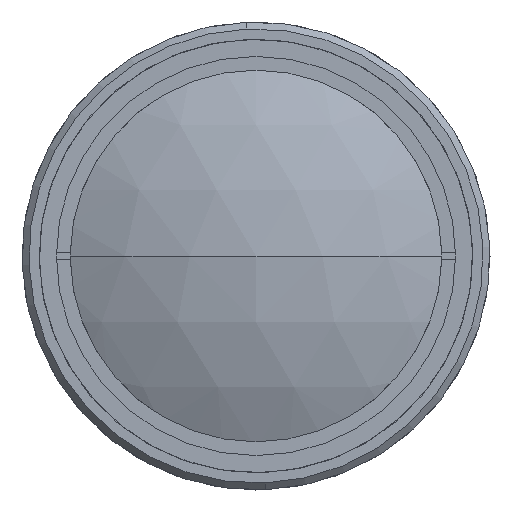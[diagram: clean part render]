
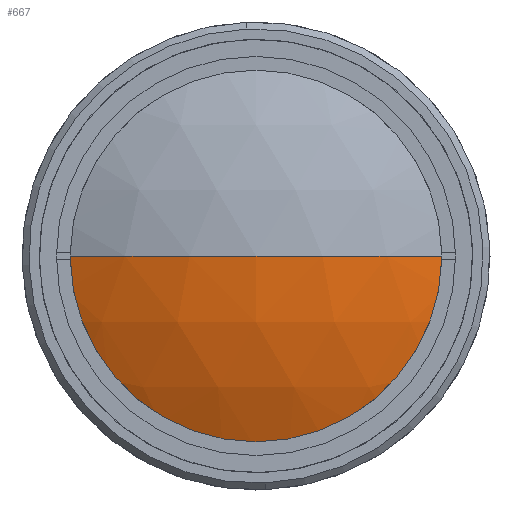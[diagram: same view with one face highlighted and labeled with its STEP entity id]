
A CAD part, left-side view. The second image highlights one B-rep face of the part: STEP entity #667.
In plain terms, the highlighted spherical face has radius 62.53 mm.
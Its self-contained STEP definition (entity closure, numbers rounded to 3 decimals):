
#22 = FACE_OUTER_BOUND ( 'NONE', #737, .T. ) ;
#32 = CIRCLE ( 'NONE', #719, 62.53 ) ;
#45 = CARTESIAN_POINT ( 'NONE',  ( 63.602, 0., 0. ) ) ;
#67 = SPHERICAL_SURFACE ( 'NONE', #1424, 62.53 ) ;
#111 = CIRCLE ( 'NONE', #2133, 28. ) ;
#173 = AXIS2_PLACEMENT_3D ( 'NONE', #1231, #2512, #1421 ) ;
#324 = DIRECTION ( 'NONE',  ( 0., 1., 0. ) ) ;
#340 = CARTESIAN_POINT ( 'NONE',  ( 7.692, -28., 0. ) ) ;
#357 = DIRECTION ( 'NONE',  ( -1., 0., 0. ) ) ;
#517 = VERTEX_POINT ( 'NONE', #1481 ) ;
#527 = DIRECTION ( 'NONE',  ( 0., 0., -1. ) ) ;
#667 = ADVANCED_FACE ( 'NONE', ( #22 ), #67, .T. ) ;
#719 = AXIS2_PLACEMENT_3D ( 'NONE', #2280, #1191, #2475 ) ;
#737 = EDGE_LOOP ( 'NONE', ( #2266, #2435, #1051 ) ) ;
#1051 = ORIENTED_EDGE ( 'NONE', *, *, #2519, .F. ) ;
#1191 = DIRECTION ( 'NONE',  ( 0., 0., -1. ) ) ;
#1231 = CARTESIAN_POINT ( 'NONE',  ( 63.602, 0., 0. ) ) ;
#1316 = VERTEX_POINT ( 'NONE', #2346 ) ;
#1421 = DIRECTION ( 'NONE',  ( 1., 0., 0. ) ) ;
#1424 = AXIS2_PLACEMENT_3D ( 'NONE', #45, #527, #324 ) ;
#1481 = CARTESIAN_POINT ( 'NONE',  ( 7.692, 28., 0. ) ) ;
#1580 = CARTESIAN_POINT ( 'NONE',  ( 7.692, 0., 0. ) ) ;
#1619 = VERTEX_POINT ( 'NONE', #340 ) ;
#1783 = DIRECTION ( 'NONE',  ( 0., 0., 1. ) ) ;
#2133 = AXIS2_PLACEMENT_3D ( 'NONE', #1580, #357, #1783 ) ;
#2266 = ORIENTED_EDGE ( 'NONE', *, *, #2455, .T. ) ;
#2280 = CARTESIAN_POINT ( 'NONE',  ( 63.602, 0., 0. ) ) ;
#2346 = CARTESIAN_POINT ( 'NONE',  ( 1.072, 0., 0. ) ) ;
#2435 = ORIENTED_EDGE ( 'NONE', *, *, #2451, .T. ) ;
#2451 = EDGE_CURVE ( 'NONE', #1619, #1316, #32, .T. ) ;
#2455 = EDGE_CURVE ( 'NONE', #517, #1619, #111, .T. ) ;
#2475 = DIRECTION ( 'NONE',  ( 0., 1., 0. ) ) ;
#2512 = DIRECTION ( 'NONE',  ( 0., 0., 1. ) ) ;
#2519 = EDGE_CURVE ( 'NONE', #517, #1316, #2528, .T. ) ;
#2528 = CIRCLE ( 'NONE', #173, 62.53 ) ;
